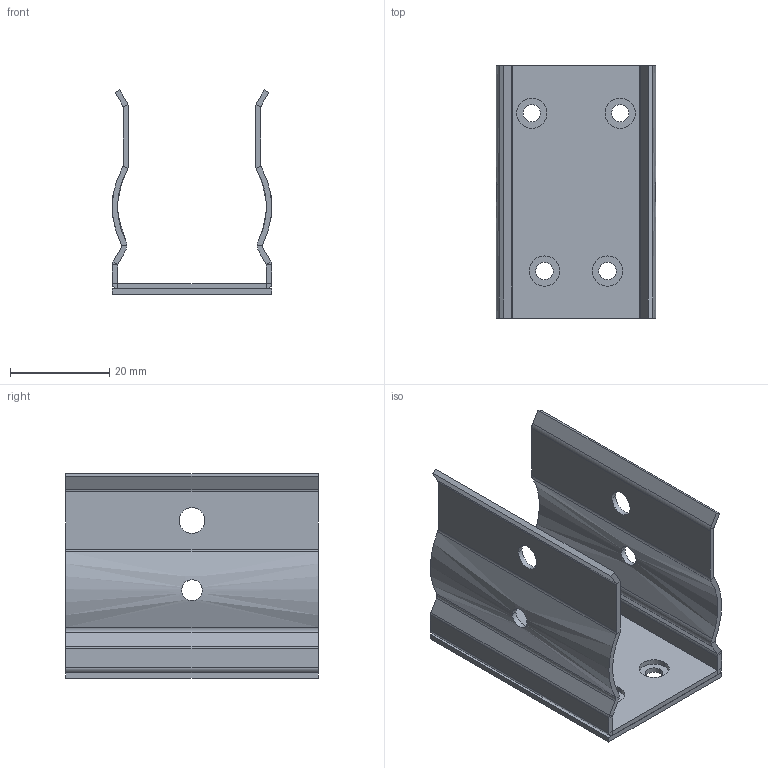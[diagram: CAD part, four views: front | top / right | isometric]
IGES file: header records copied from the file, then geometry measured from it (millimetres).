
Start section:  PTC IGES file: 141830.igs
Global section: file name: 141830.igs; native system: Pro/ENGINEER by Parametric Technology Corporation; preprocessor: 2006170; author: banengservice; organization: Unknown; date: 20080815.085930; units: inch
Bounding box: 32.11 x 50.8 x 41.13 mm (x, y, z)
Volume: 7587.6 mm3; surface area: 14933.7 mm2
Topology: 2 solids, 2 shells, 98 faces, 274 edges, 180 vertices
Faces by surface type: bspline 52, revolution 46
